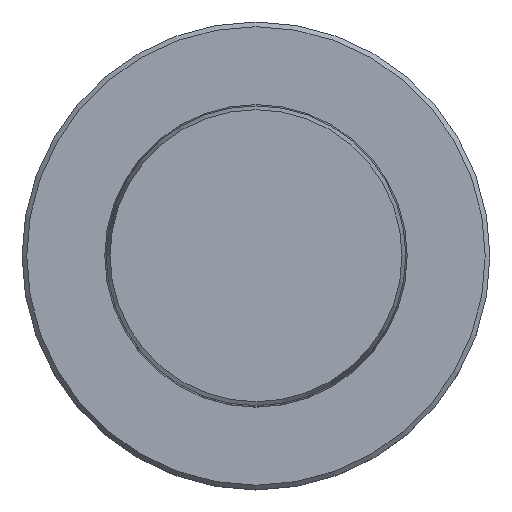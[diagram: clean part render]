
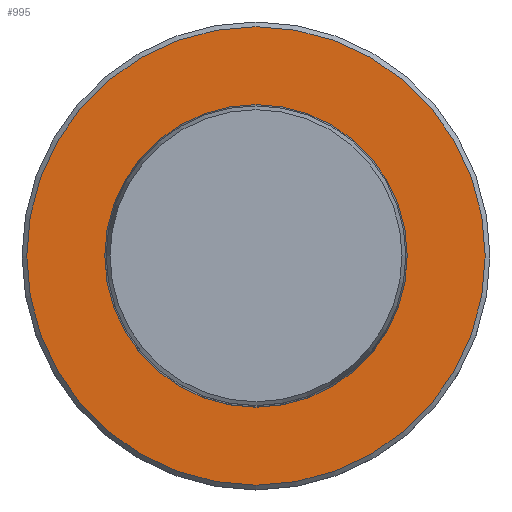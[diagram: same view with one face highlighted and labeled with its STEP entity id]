
A CAD part, top view. The second image highlights one B-rep face of the part: STEP entity #995.
In plain terms, the highlighted planar face has unit normal (0, 0, 1).
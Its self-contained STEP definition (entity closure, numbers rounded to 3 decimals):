
#202=PLANE('',#5066);
#326=FACE_BOUND('',#1579,.T.);
#327=FACE_BOUND('',#1580,.T.);
#995=ADVANCED_FACE('CU_VLE_LO_SU_1',(#326,#327),#202,.T.);
#1579=EDGE_LOOP('',(#2293));
#1580=EDGE_LOOP('',(#2294));
#2013=CIRCLE('',#5063,15.998);
#2014=CIRCLE('',#5065,24.25);
#2293=ORIENTED_EDGE('',*,*,#4089,.T.);
#2294=ORIENTED_EDGE('',*,*,#4088,.F.);
#3601=VERTEX_POINT('',#7353);
#3602=VERTEX_POINT('',#7356);
#4088=EDGE_CURVE('',#3601,#3601,#2013,.T.);
#4089=EDGE_CURVE('',#3602,#3602,#2014,.T.);
#5063=AXIS2_PLACEMENT_3D('',#7352,#5683,#5684);
#5065=AXIS2_PLACEMENT_3D('',#7355,#5687,#5688);
#5066=AXIS2_PLACEMENT_3D('',#7357,#5689,#5690);
#5683=DIRECTION('',(0.,0.,1.));
#5684=DIRECTION('',(0.,1.,0.));
#5687=DIRECTION('',(0.,0.,1.));
#5688=DIRECTION('',(0.,1.,0.));
#5689=DIRECTION('',(0.,0.,1.));
#5690=DIRECTION('',(0.,1.,0.));
#7352=CARTESIAN_POINT('',(0.,0.,0.));
#7353=CARTESIAN_POINT('',(0.,15.998,0.));
#7355=CARTESIAN_POINT('',(0.,0.,0.));
#7356=CARTESIAN_POINT('',(0.,24.25,0.));
#7357=CARTESIAN_POINT('',(0.,17.5,0.));
